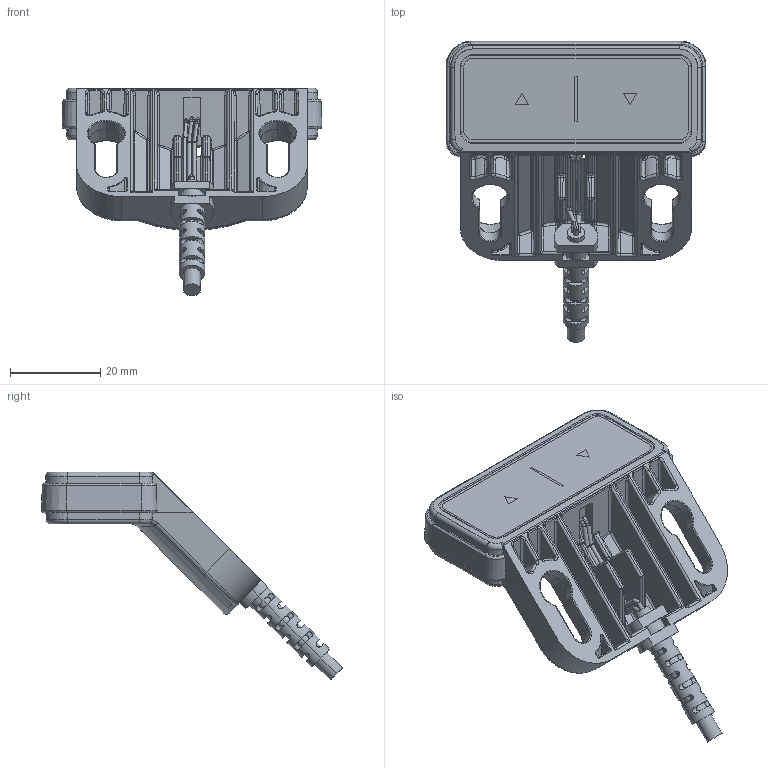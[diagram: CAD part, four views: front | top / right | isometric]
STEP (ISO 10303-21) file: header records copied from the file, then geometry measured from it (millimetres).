
FILE_DESCRIPTION (( 'STEP AP203' ), '1' );
FILE_NAME ('Touch Basic DN.STEP', '2014-05-13T10:04:18', ( 'admin' ), ( 'Hewlett-Packard Company' ), 'SwSTEP 2.0', 'SolidWorks 2012', '' );
FILE_SCHEMA (( 'CONFIG_CONTROL_DESIGN' ));
Products named in the file (1): Touch Basic DN
Bounding box: 57.62 x 66.75 x 46.1 mm (x, y, z)
Volume: 21518.7 mm3; surface area: 11361 mm2
Topology: 1 solids, 1 shells, 699 faces, 1772 edges, 1079 vertices
Faces by surface type: cylinder 270, bspline 157, plane 150, torus 76, sphere 26, cone 20
Entity records: 33372 total; most frequent: CARTESIAN_POINT 18238, ORIENTED_EDGE 3486, DIRECTION 2685, EDGE_CURVE 1743, VERTEX_POINT 1074, AXIS2_PLACEMENT_3D 1065, EDGE_LOOP 743, ADVANCED_FACE 699
